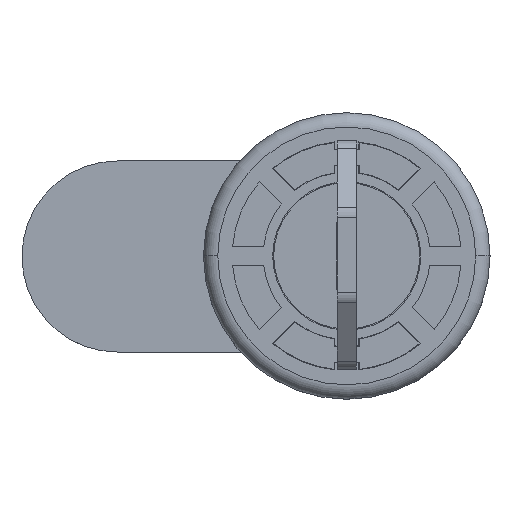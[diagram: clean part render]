
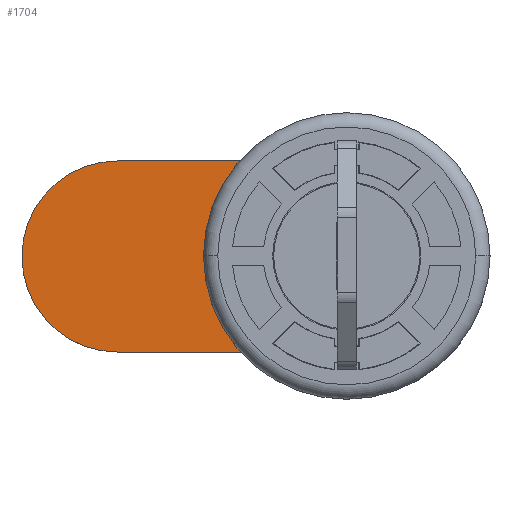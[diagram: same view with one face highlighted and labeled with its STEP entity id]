
A CAD part, top view. The second image highlights one B-rep face of the part: STEP entity #1704.
In plain terms, the highlighted planar face has unit normal (0, 0, 1).
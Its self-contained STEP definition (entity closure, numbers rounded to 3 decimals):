
#25 = CARTESIAN_POINT ( 'NONE',  ( 0., 10., 0. ) ) ;
#154 = CIRCLE ( 'NONE', #6340, 10. ) ;
#190 = EDGE_CURVE ( 'NONE', #372, #2949, #154, .T. ) ;
#200 = CARTESIAN_POINT ( 'NONE',  ( -24., -10., 0. ) ) ;
#237 = ORIENTED_EDGE ( 'NONE', *, *, #6218, .T. ) ;
#347 = VECTOR ( 'NONE', #461, 1000. ) ;
#372 = VERTEX_POINT ( 'NONE', #918 ) ;
#388 = CARTESIAN_POINT ( 'NONE',  ( 0., 0., 0. ) ) ;
#401 = CARTESIAN_POINT ( 'NONE',  ( -3.55, 2.846, 0. ) ) ;
#461 = DIRECTION ( 'NONE',  ( 1., 0., 0. ) ) ;
#483 = ORIENTED_EDGE ( 'NONE', *, *, #6535, .F. ) ;
#627 = CARTESIAN_POINT ( 'NONE',  ( 0., -10., 0. ) ) ;
#668 = EDGE_CURVE ( 'NONE', #867, #8173, #5900, .T. ) ;
#686 = EDGE_CURVE ( 'NONE', #3863, #1149, #778, .T. ) ;
#778 = CIRCLE ( 'NONE', #2575, 4.55 ) ;
#795 = ORIENTED_EDGE ( 'NONE', *, *, #1356, .T. ) ;
#836 = DIRECTION ( 'NONE',  ( 1., 0., 0. ) ) ;
#867 = VERTEX_POINT ( 'NONE', #3268 ) ;
#894 = AXIS2_PLACEMENT_3D ( 'NONE', #388, #4892, #1038 ) ;
#918 = CARTESIAN_POINT ( 'NONE',  ( 10., 0., 0. ) ) ;
#934 = CARTESIAN_POINT ( 'NONE',  ( 0., 0., 0. ) ) ;
#985 = ORIENTED_EDGE ( 'NONE', *, *, #2054, .F. ) ;
#1038 = DIRECTION ( 'NONE',  ( 1., 0., 0. ) ) ;
#1121 = LINE ( 'NONE', #4962, #2606 ) ;
#1149 = VERTEX_POINT ( 'NONE', #401 ) ;
#1292 = CARTESIAN_POINT ( 'NONE',  ( -24., 0., 0. ) ) ;
#1305 = DIRECTION ( 'NONE',  ( 1., 0., 0. ) ) ;
#1353 = ORIENTED_EDGE ( 'NONE', *, *, #190, .T. ) ;
#1356 = EDGE_CURVE ( 'NONE', #8173, #372, #8062, .T. ) ;
#1412 = DIRECTION ( 'NONE',  ( 0., 0., 1. ) ) ;
#1453 = FACE_BOUND ( 'NONE', #1584, .T. ) ;
#1459 = ORIENTED_EDGE ( 'NONE', *, *, #5845, .F. ) ;
#1584 = EDGE_LOOP ( 'NONE', ( #1898, #4409, #985, #6042, #1459, #5158, #4563, #483 ) ) ;
#1621 = DIRECTION ( 'NONE',  ( 0., 0., 1. ) ) ;
#1704 = ADVANCED_FACE ( 'NONE', ( #3155, #1453 ), #2053, .T. ) ;
#1834 = VERTEX_POINT ( 'NONE', #2990 ) ;
#1898 = ORIENTED_EDGE ( 'NONE', *, *, #4134, .F. ) ;
#1925 = DIRECTION ( 'NONE',  ( 1., 0., 0. ) ) ;
#2053 = PLANE ( 'NONE',  #7519 ) ;
#2054 = EDGE_CURVE ( 'NONE', #2435, #7799, #5680, .T. ) ;
#2409 = CARTESIAN_POINT ( 'NONE',  ( -3.55, 3.55, 0. ) ) ;
#2426 = CARTESIAN_POINT ( 'NONE',  ( -3.55, -2.846, 0. ) ) ;
#2435 = VERTEX_POINT ( 'NONE', #4966 ) ;
#2575 = AXIS2_PLACEMENT_3D ( 'NONE', #934, #5438, #6794 ) ;
#2590 = CARTESIAN_POINT ( 'NONE',  ( 3.55, 3.55, 0. ) ) ;
#2606 = VECTOR ( 'NONE', #5598, 1000. ) ;
#2778 = CARTESIAN_POINT ( 'NONE',  ( -3.55, 3.55, 0. ) ) ;
#2905 = CARTESIAN_POINT ( 'NONE',  ( -3.55, -3.55, 0. ) ) ;
#2948 = CARTESIAN_POINT ( 'NONE',  ( 2.846, 3.55, 0. ) ) ;
#2949 = VERTEX_POINT ( 'NONE', #25 ) ;
#2990 = CARTESIAN_POINT ( 'NONE',  ( -24., 10., 0. ) ) ;
#3155 = FACE_OUTER_BOUND ( 'NONE', #4517, .T. ) ;
#3268 = CARTESIAN_POINT ( 'NONE',  ( -24., -10., 0. ) ) ;
#3279 = VECTOR ( 'NONE', #8166, 1000. ) ;
#3388 = VECTOR ( 'NONE', #4738, 1000. ) ;
#3391 = AXIS2_PLACEMENT_3D ( 'NONE', #6827, #6397, #6262 ) ;
#3408 = CARTESIAN_POINT ( 'NONE',  ( -24., 0., 0. ) ) ;
#3453 = VERTEX_POINT ( 'NONE', #2426 ) ;
#3597 = LINE ( 'NONE', #2778, #3388 ) ;
#3666 = CARTESIAN_POINT ( 'NONE',  ( 0., 0., 0. ) ) ;
#3794 = DIRECTION ( 'NONE',  ( 0., 0., 1. ) ) ;
#3863 = VERTEX_POINT ( 'NONE', #4934 ) ;
#3899 = EDGE_CURVE ( 'NONE', #2949, #1834, #1121, .T. ) ;
#3901 = AXIS2_PLACEMENT_3D ( 'NONE', #3666, #8125, #4334 ) ;
#4023 = EDGE_CURVE ( 'NONE', #3453, #2435, #5058, .T. ) ;
#4134 = EDGE_CURVE ( 'NONE', #6768, #4195, #5940, .T. ) ;
#4195 = VERTEX_POINT ( 'NONE', #4578 ) ;
#4210 = VECTOR ( 'NONE', #5993, 1000. ) ;
#4334 = DIRECTION ( 'NONE',  ( 1., 0., 0. ) ) ;
#4409 = ORIENTED_EDGE ( 'NONE', *, *, #6470, .F. ) ;
#4415 = CIRCLE ( 'NONE', #6912, 10. ) ;
#4517 = EDGE_LOOP ( 'NONE', ( #237, #6083, #795, #1353, #6996 ) ) ;
#4520 = CARTESIAN_POINT ( 'NONE',  ( 3.55, -2.846, 0. ) ) ;
#4563 = ORIENTED_EDGE ( 'NONE', *, *, #6103, .F. ) ;
#4578 = CARTESIAN_POINT ( 'NONE',  ( 3.55, 2.846, 0. ) ) ;
#4738 = DIRECTION ( 'NONE',  ( 0., -1., 0. ) ) ;
#4892 = DIRECTION ( 'NONE',  ( 0., 0., 1. ) ) ;
#4934 = CARTESIAN_POINT ( 'NONE',  ( -2.846, 3.55, 0. ) ) ;
#4962 = CARTESIAN_POINT ( 'NONE',  ( -24., 10., 0. ) ) ;
#4966 = CARTESIAN_POINT ( 'NONE',  ( -2.846, -3.55, 0. ) ) ;
#5012 = CIRCLE ( 'NONE', #3901, 4.55 ) ;
#5021 = LINE ( 'NONE', #2409, #3279 ) ;
#5058 = CIRCLE ( 'NONE', #5387, 4.55 ) ;
#5158 = ORIENTED_EDGE ( 'NONE', *, *, #686, .F. ) ;
#5376 = VERTEX_POINT ( 'NONE', #2948 ) ;
#5387 = AXIS2_PLACEMENT_3D ( 'NONE', #7606, #3794, #8238 ) ;
#5438 = DIRECTION ( 'NONE',  ( 0., 0., 1. ) ) ;
#5598 = DIRECTION ( 'NONE',  ( -1., 0., 0. ) ) ;
#5680 = LINE ( 'NONE', #2905, #347 ) ;
#5793 = DIRECTION ( 'NONE',  ( 0., 0., 1. ) ) ;
#5845 = EDGE_CURVE ( 'NONE', #1149, #3453, #3597, .T. ) ;
#5900 = LINE ( 'NONE', #200, #4210 ) ;
#5940 = LINE ( 'NONE', #2590, #7808 ) ;
#5993 = DIRECTION ( 'NONE',  ( 1., 0., 0. ) ) ;
#6009 = CIRCLE ( 'NONE', #894, 4.55 ) ;
#6042 = ORIENTED_EDGE ( 'NONE', *, *, #4023, .F. ) ;
#6083 = ORIENTED_EDGE ( 'NONE', *, *, #668, .T. ) ;
#6103 = EDGE_CURVE ( 'NONE', #5376, #3863, #5021, .T. ) ;
#6218 = EDGE_CURVE ( 'NONE', #1834, #867, #4415, .T. ) ;
#6262 = DIRECTION ( 'NONE',  ( 1., 0., 0. ) ) ;
#6340 = AXIS2_PLACEMENT_3D ( 'NONE', #6815, #1412, #1305 ) ;
#6397 = DIRECTION ( 'NONE',  ( 0., 0., 1. ) ) ;
#6470 = EDGE_CURVE ( 'NONE', #7799, #6768, #6009, .T. ) ;
#6535 = EDGE_CURVE ( 'NONE', #4195, #5376, #5012, .T. ) ;
#6768 = VERTEX_POINT ( 'NONE', #4520 ) ;
#6794 = DIRECTION ( 'NONE',  ( 1., 0., 0. ) ) ;
#6815 = CARTESIAN_POINT ( 'NONE',  ( 0., 0., 0. ) ) ;
#6827 = CARTESIAN_POINT ( 'NONE',  ( 0., 0., 0. ) ) ;
#6912 = AXIS2_PLACEMENT_3D ( 'NONE', #1292, #5793, #1925 ) ;
#6996 = ORIENTED_EDGE ( 'NONE', *, *, #3899, .T. ) ;
#7519 = AXIS2_PLACEMENT_3D ( 'NONE', #3408, #1621, #836 ) ;
#7606 = CARTESIAN_POINT ( 'NONE',  ( 0., 0., 0. ) ) ;
#7692 = DIRECTION ( 'NONE',  ( 0., 1., 0. ) ) ;
#7799 = VERTEX_POINT ( 'NONE', #7904 ) ;
#7808 = VECTOR ( 'NONE', #7692, 1000. ) ;
#7904 = CARTESIAN_POINT ( 'NONE',  ( 2.846, -3.55, 0. ) ) ;
#8062 = CIRCLE ( 'NONE', #3391, 10. ) ;
#8125 = DIRECTION ( 'NONE',  ( 0., 0., 1. ) ) ;
#8166 = DIRECTION ( 'NONE',  ( -1., 0., 0. ) ) ;
#8173 = VERTEX_POINT ( 'NONE', #627 ) ;
#8238 = DIRECTION ( 'NONE',  ( 1., 0., 0. ) ) ;
